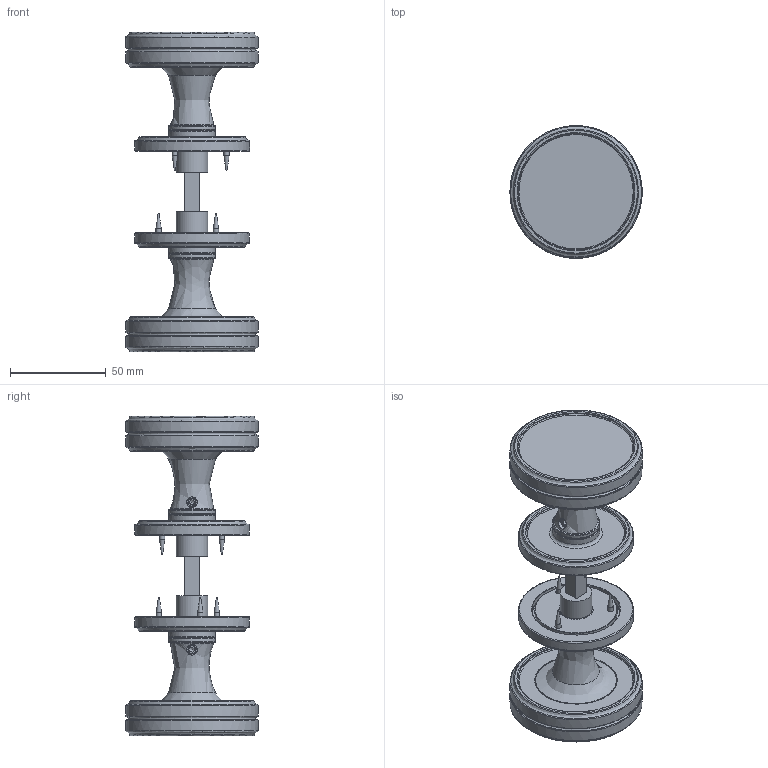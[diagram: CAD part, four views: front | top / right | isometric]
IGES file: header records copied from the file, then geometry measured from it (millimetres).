
Global section: file name: PK8061CR60; native system: Autodesk Inventor 2024; preprocessor: unknown; author: rclarke; date: 20250319.184647; units: millimetre
Bounding box: 68.96 x 69 x 166.66 mm (x, y, z)
Volume: 180705.5 mm3; surface area: 70505.8 mm2
Topology: 25 solids, 25 shells, 478 faces, 1318 edges, 928 vertices
Faces by surface type: bspline 478
